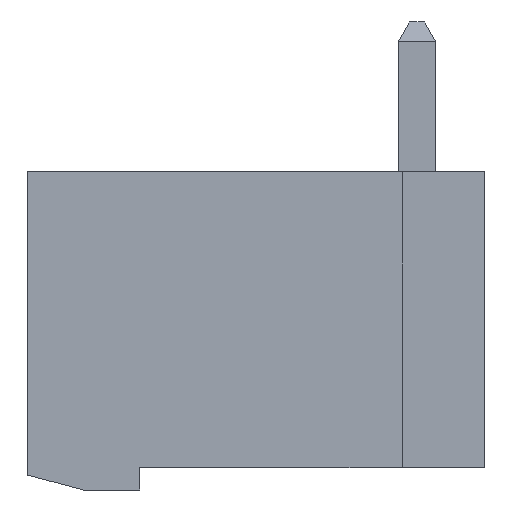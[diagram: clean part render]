
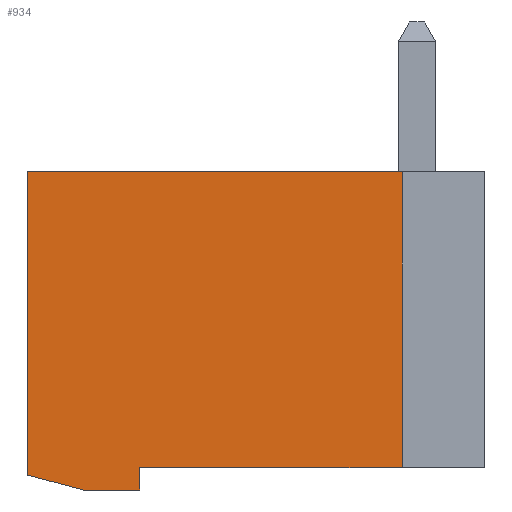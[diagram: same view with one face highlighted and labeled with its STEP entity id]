
A CAD part, front view. The second image highlights one B-rep face of the part: STEP entity #934.
In plain terms, the highlighted planar face has unit normal (0, -1, 0).
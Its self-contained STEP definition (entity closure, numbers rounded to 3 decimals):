
#934 = ADVANCED_FACE( '', ( #2118 ), #2119, .F. );
#2118 = FACE_OUTER_BOUND( '', #3567, .T. );
#2119 = PLANE( '', #3568 );
#3567 = EDGE_LOOP( '', ( #6189, #6190, #6191, #6192, #6193, #6194, #6195 ) );
#3568 = AXIS2_PLACEMENT_3D( '', #6196, #6197, #6198 );
#6189 = ORIENTED_EDGE( '', *, *, #9547, .T. );
#6190 = ORIENTED_EDGE( '', *, *, #8785, .T. );
#6191 = ORIENTED_EDGE( '', *, *, #9548, .T. );
#6192 = ORIENTED_EDGE( '', *, *, #9549, .T. );
#6193 = ORIENTED_EDGE( '', *, *, #9550, .T. );
#6194 = ORIENTED_EDGE( '', *, *, #9396, .T. );
#6195 = ORIENTED_EDGE( '', *, *, #9551, .T. );
#6196 = CARTESIAN_POINT( '', ( -6.6, -5., 194.8 ) );
#6197 = DIRECTION( '', ( 0., 1., 0. ) );
#6198 = DIRECTION( '', ( 1., 0., 0. ) );
#8785 = EDGE_CURVE( '', #10609, #10610, #10611, .T. );
#9396 = EDGE_CURVE( '', #11578, #11583, #11585, .T. );
#9547 = EDGE_CURVE( '', #11805, #10609, #11806, .T. );
#9548 = EDGE_CURVE( '', #10610, #11807, #11808, .T. );
#9549 = EDGE_CURVE( '', #11807, #11809, #11810, .T. );
#9550 = EDGE_CURVE( '', #11809, #11578, #11811, .T. );
#9551 = EDGE_CURVE( '', #11583, #11805, #11812, .T. );
#10609 = VERTEX_POINT( '', #13197 );
#10610 = VERTEX_POINT( '', #13198 );
#10611 = LINE( '', #13199, #13200 );
#11578 = VERTEX_POINT( '', #14626 );
#11583 = VERTEX_POINT( '', #14633 );
#11585 = LINE( '', #14636, #14637 );
#11805 = VERTEX_POINT( '', #14966 );
#11806 = LINE( '', #14967, #14968 );
#11807 = VERTEX_POINT( '', #14969 );
#11808 = LINE( '', #14970, #14971 );
#11809 = VERTEX_POINT( '', #14972 );
#11810 = LINE( '', #14973, #14974 );
#11811 = LINE( '', #14975, #14976 );
#11812 = LINE( '', #14977, #14978 );
#13197 = CARTESIAN_POINT( '', ( 0.4, -5., 195.5 ) );
#13198 = CARTESIAN_POINT( '', ( 0.4, -5., 203.4 ) );
#13199 = CARTESIAN_POINT( '', ( 0.4, -5., 203.4 ) );
#13200 = VECTOR( '', #16314, 1000. );
#14626 = CARTESIAN_POINT( '', ( -8.107, -5., 194.9 ) );
#14633 = CARTESIAN_POINT( '', ( -6.6, -5., 194.9 ) );
#14636 = CARTESIAN_POINT( '', ( -6.6, -5., 194.9 ) );
#14637 = VECTOR( '', #16834, 1000. );
#14966 = CARTESIAN_POINT( '', ( -6.6, -5., 195.5 ) );
#14967 = CARTESIAN_POINT( '', ( 0.2, -5., 195.5 ) );
#14968 = VECTOR( '', #16959, 1000. );
#14969 = CARTESIAN_POINT( '', ( -9.6, -5., 203.4 ) );
#14970 = CARTESIAN_POINT( '', ( -9.6, -5., 203.4 ) );
#14971 = VECTOR( '', #16960, 1000. );
#14972 = CARTESIAN_POINT( '', ( -9.6, -5., 195.3 ) );
#14973 = CARTESIAN_POINT( '', ( -9.6, -5., 195.2 ) );
#14974 = VECTOR( '', #16961, 1000. );
#14975 = CARTESIAN_POINT( '', ( -8.107, -5., 194.9 ) );
#14976 = VECTOR( '', #16962, 1000. );
#14977 = CARTESIAN_POINT( '', ( -6.6, -5., 195.3 ) );
#14978 = VECTOR( '', #16963, 1000. );
#16314 = DIRECTION( '', ( 0., 0., 1. ) );
#16834 = DIRECTION( '', ( 1., 0., 0. ) );
#16959 = DIRECTION( '', ( 1., 0., 0. ) );
#16960 = DIRECTION( '', ( -1., 0., 0. ) );
#16961 = DIRECTION( '', ( 0., 0., -1. ) );
#16962 = DIRECTION( '', ( 0.966, 0., -0.259 ) );
#16963 = DIRECTION( '', ( 0., 0., 1. ) );
